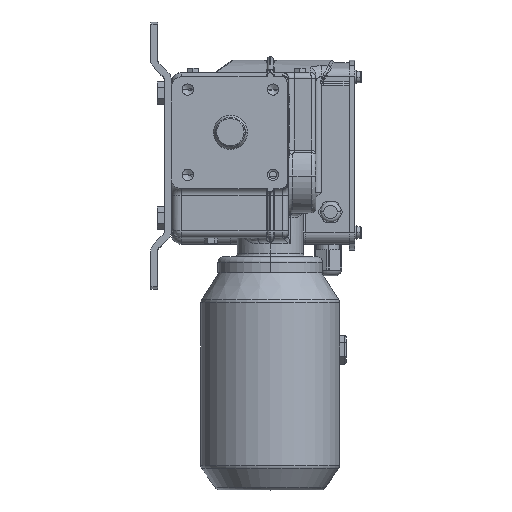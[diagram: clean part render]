
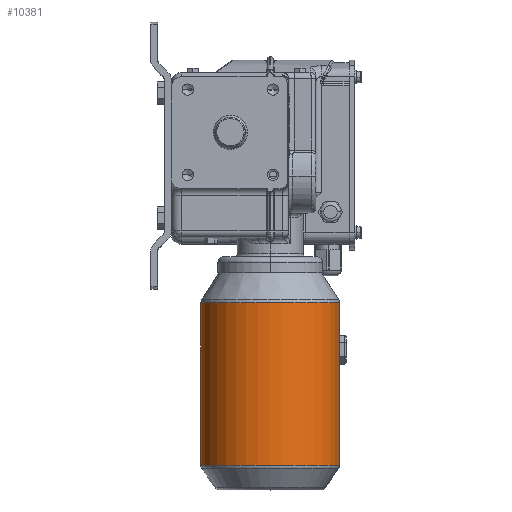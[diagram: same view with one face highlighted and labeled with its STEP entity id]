
A CAD part, top view. The second image highlights one B-rep face of the part: STEP entity #10381.
In plain terms, the highlighted cylindrical face has radius 61 mm (diameter 122 mm), a partial arc.
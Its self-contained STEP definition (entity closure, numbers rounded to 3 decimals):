
#1277 = CYLINDRICAL_SURFACE ( 'NONE', #13063, 61. ) ;
#1634 = VECTOR ( 'NONE', #15610, 1000. ) ;
#2122 = EDGE_CURVE ( 'NONE', #10530, #17399, #2329, .T. ) ;
#2272 = CARTESIAN_POINT ( 'NONE',  ( 0., -169.424, 0. ) ) ;
#2329 = LINE ( 'NONE', #7248, #12195 ) ;
#3746 = CARTESIAN_POINT ( 'NONE',  ( 0., -169.424, -61. ) ) ;
#4694 = DIRECTION ( 'NONE',  ( 0., 0., -1. ) ) ;
#5833 = CIRCLE ( 'NONE', #12043, 61. ) ;
#6338 = CARTESIAN_POINT ( 'NONE',  ( 0., -26.463, -61. ) ) ;
#6374 = ORIENTED_EDGE ( 'NONE', *, *, #16544, .T. ) ;
#7043 = DIRECTION ( 'NONE',  ( 0., 1., 0. ) ) ;
#7248 = CARTESIAN_POINT ( 'NONE',  ( 0., 0., 61. ) ) ;
#8162 = CARTESIAN_POINT ( 'NONE',  ( 0., 0., 0. ) ) ;
#8869 = LINE ( 'NONE', #20520, #1634 ) ;
#9671 = DIRECTION ( 'NONE',  ( 0., 1., 0. ) ) ;
#10381 = ADVANCED_FACE ( 'NONE', ( #11098 ), #1277, .T. ) ;
#10530 = VERTEX_POINT ( 'NONE', #14222 ) ;
#11098 = FACE_OUTER_BOUND ( 'NONE', #11703, .T. ) ;
#11350 = ORIENTED_EDGE ( 'NONE', *, *, #14765, .T. ) ;
#11703 = EDGE_LOOP ( 'NONE', ( #20756, #6374, #13763, #11350 ) ) ;
#12043 = AXIS2_PLACEMENT_3D ( 'NONE', #14914, #14806, #4694 ) ;
#12195 = VECTOR ( 'NONE', #7043, 1000. ) ;
#12440 = CIRCLE ( 'NONE', #19059, 61. ) ;
#12708 = CARTESIAN_POINT ( 'NONE',  ( 0., -26.463, 61. ) ) ;
#13063 = AXIS2_PLACEMENT_3D ( 'NONE', #8162, #9671, #21012 ) ;
#13153 = DIRECTION ( 'NONE',  ( 0., 0., -1. ) ) ;
#13763 = ORIENTED_EDGE ( 'NONE', *, *, #2122, .T. ) ;
#14222 = CARTESIAN_POINT ( 'NONE',  ( 0., -169.424, 61. ) ) ;
#14620 = EDGE_CURVE ( 'NONE', #20700, #18650, #8869, .T. ) ;
#14765 = EDGE_CURVE ( 'NONE', #17399, #18650, #5833, .T. ) ;
#14806 = DIRECTION ( 'NONE',  ( 0., -1., 0. ) ) ;
#14914 = CARTESIAN_POINT ( 'NONE',  ( 0., -26.463, 0. ) ) ;
#15610 = DIRECTION ( 'NONE',  ( 0., 1., 0. ) ) ;
#16544 = EDGE_CURVE ( 'NONE', #20700, #10530, #12440, .T. ) ;
#17399 = VERTEX_POINT ( 'NONE', #12708 ) ;
#18650 = VERTEX_POINT ( 'NONE', #6338 ) ;
#19059 = AXIS2_PLACEMENT_3D ( 'NONE', #2272, #21107, #13153 ) ;
#20520 = CARTESIAN_POINT ( 'NONE',  ( 0., 0., -61. ) ) ;
#20700 = VERTEX_POINT ( 'NONE', #3746 ) ;
#20756 = ORIENTED_EDGE ( 'NONE', *, *, #14620, .F. ) ;
#21012 = DIRECTION ( 'NONE',  ( 0., 0., 1. ) ) ;
#21107 = DIRECTION ( 'NONE',  ( 0., 1., 0. ) ) ;
